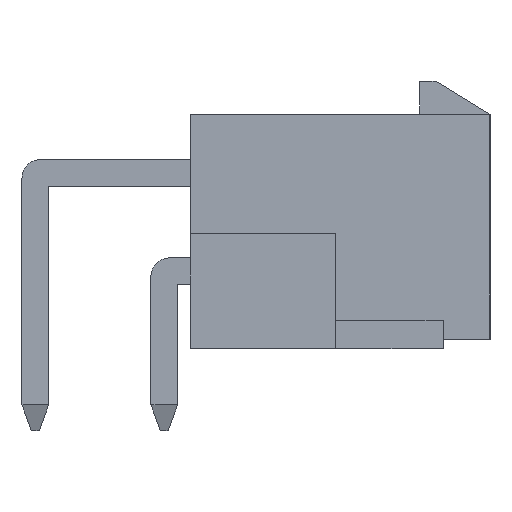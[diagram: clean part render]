
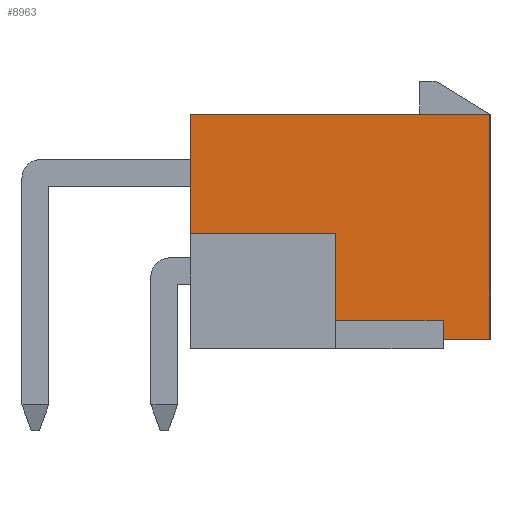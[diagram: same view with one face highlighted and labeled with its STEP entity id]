
A CAD part, left-side view. The second image highlights one B-rep face of the part: STEP entity #8963.
In plain terms, the highlighted planar face has unit normal (-1, 0, 0).
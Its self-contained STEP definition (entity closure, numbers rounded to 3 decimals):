
#991=ORIENTED_EDGE('',*,*,#3465,.F.);
#992=ORIENTED_EDGE('',*,*,#3462,.F.);
#993=ORIENTED_EDGE('',*,*,#3481,.T.);
#994=ORIENTED_EDGE('',*,*,#3482,.T.);
#995=ORIENTED_EDGE('',*,*,#3417,.T.);
#996=ORIENTED_EDGE('',*,*,#3050,.T.);
#997=ORIENTED_EDGE('',*,*,#3483,.T.);
#998=ORIENTED_EDGE('',*,*,#2871,.T.);
#2871=EDGE_CURVE('',#4141,#4140,#4974,.T.);
#3050=EDGE_CURVE('',#4301,#4300,#5153,.T.);
#3417=EDGE_CURVE('',#4654,#4301,#5519,.T.);
#3462=EDGE_CURVE('',#4688,#4689,#5559,.T.);
#3465=EDGE_CURVE('',#4689,#4140,#5562,.T.);
#3481=EDGE_CURVE('',#4688,#4700,#5574,.T.);
#3482=EDGE_CURVE('',#4700,#4654,#5575,.T.);
#3483=EDGE_CURVE('',#4300,#4141,#5576,.T.);
#4140=VERTEX_POINT('',#12410);
#4141=VERTEX_POINT('',#12412);
#4300=VERTEX_POINT('',#12750);
#4301=VERTEX_POINT('',#12752);
#4654=VERTEX_POINT('',#13514);
#4688=VERTEX_POINT('',#13599);
#4689=VERTEX_POINT('',#13601);
#4700=VERTEX_POINT('',#13636);
#4974=LINE('',#12411,#6231);
#5153=LINE('',#12751,#6410);
#5519=LINE('',#13513,#6776);
#5559=LINE('',#13600,#6816);
#5562=LINE('',#13606,#6819);
#5574=LINE('',#13635,#6831);
#5575=LINE('',#13637,#6832);
#5576=LINE('',#13638,#6833);
#6231=VECTOR('',#10059,1000.);
#6410=VECTOR('',#10240,1000.);
#6776=VECTOR('',#10692,1000.);
#6816=VECTOR('',#10756,1000.);
#6819=VECTOR('',#10761,1000.);
#6831=VECTOR('',#10789,1000.);
#6832=VECTOR('',#10790,1000.);
#6833=VECTOR('',#10791,1000.);
#7497=EDGE_LOOP('',(#991,#992,#993,#994,#995,#996,#997,#998));
#8066=FACE_BOUND('',#7497,.T.);
#8537=PLANE('',#9446);
#8963=ADVANCED_FACE('',(#8066),#8537,.T.);
#9446=AXIS2_PLACEMENT_3D('',#13634,#10787,#10788);
#10059=DIRECTION('',(0.,0.,-1.));
#10240=DIRECTION('',(0.,0.,1.));
#10692=DIRECTION('',(0.,-1.,0.));
#10756=DIRECTION('',(0.,0.,1.));
#10761=DIRECTION('',(0.,1.,0.));
#10787=DIRECTION('',(-1.,0.,0.));
#10788=DIRECTION('',(0.,0.,1.));
#10789=DIRECTION('',(0.,-1.,0.));
#10790=DIRECTION('',(0.,0.,-1.));
#10791=DIRECTION('',(0.,1.,0.));
#12410=CARTESIAN_POINT('',(-25.8,6.4,-0.298));
#12411=CARTESIAN_POINT('',(-25.8,6.4,4.8));
#12412=CARTESIAN_POINT('',(-25.8,6.4,4.8));
#12750=CARTESIAN_POINT('',(-25.8,-6.4,4.8));
#12751=CARTESIAN_POINT('',(-25.8,-6.4,-4.8));
#12752=CARTESIAN_POINT('',(-25.8,-6.4,-4.8));
#13513=CARTESIAN_POINT('',(-25.8,6.4,-4.8));
#13514=CARTESIAN_POINT('',(-25.8,-4.4,-4.8));
#13599=CARTESIAN_POINT('',(-25.8,0.2,-3.998));
#13600=CARTESIAN_POINT('',(-25.8,0.2,-5.198));
#13601=CARTESIAN_POINT('',(-25.8,0.2,-0.298));
#13606=CARTESIAN_POINT('',(-25.8,0.2,-0.298));
#13634=CARTESIAN_POINT('',(-25.8,0.,0.));
#13635=CARTESIAN_POINT('',(-25.8,0.2,-3.998));
#13636=CARTESIAN_POINT('',(-25.8,-4.4,-3.998));
#13637=CARTESIAN_POINT('',(-25.8,-4.4,-3.998));
#13638=CARTESIAN_POINT('',(-25.8,-6.4,4.8));
